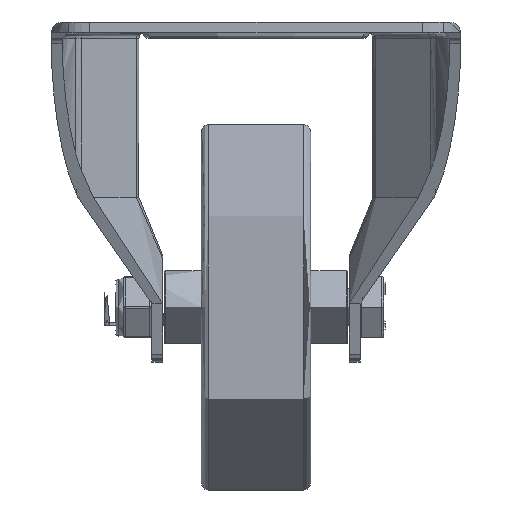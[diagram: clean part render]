
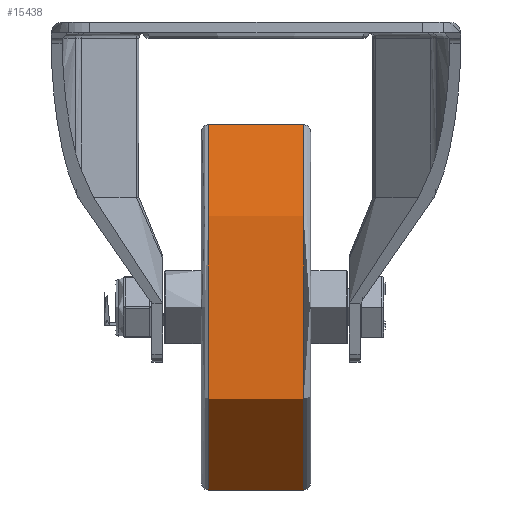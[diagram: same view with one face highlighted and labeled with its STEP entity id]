
A CAD part, left-side view. The second image highlights one B-rep face of the part: STEP entity #15438.
In plain terms, the highlighted cylindrical face has radius 50 mm (diameter 100 mm), a full revolution.
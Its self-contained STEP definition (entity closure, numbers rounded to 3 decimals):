
#2269=FACE_OUTER_BOUND('',#3239,.T.);
#3239=EDGE_LOOP('',(#12154,#12155,#12156,#12157,#12158,#12159));
#4208=LINE('',#48521,#5086);
#5086=VECTOR('',#19514,50.);
#6071=CIRCLE('',#16934,50.);
#6072=CIRCLE('',#16935,50.);
#6073=CIRCLE('',#16937,50.);
#6074=CIRCLE('',#16938,50.);
#6969=VERTEX_POINT('',#48514);
#6970=VERTEX_POINT('',#48516);
#6971=VERTEX_POINT('',#48520);
#6972=VERTEX_POINT('',#48522);
#8843=EDGE_CURVE('',#6969,#6970,#6071,.T.);
#8844=EDGE_CURVE('',#6970,#6969,#6072,.T.);
#8845=EDGE_CURVE('',#6970,#6971,#4208,.T.);
#8846=EDGE_CURVE('',#6971,#6972,#6073,.T.);
#8847=EDGE_CURVE('',#6972,#6971,#6074,.T.);
#12154=ORIENTED_EDGE('',*,*,#8843,.F.);
#12155=ORIENTED_EDGE('',*,*,#8844,.F.);
#12156=ORIENTED_EDGE('',*,*,#8845,.T.);
#12157=ORIENTED_EDGE('',*,*,#8846,.T.);
#12158=ORIENTED_EDGE('',*,*,#8847,.T.);
#12159=ORIENTED_EDGE('',*,*,#8845,.F.);
#14923=CYLINDRICAL_SURFACE('',#16936,50.);
#15438=ADVANCED_FACE('',(#2269),#14923,.T.);
#16934=AXIS2_PLACEMENT_3D('',#48517,#19508,#19509);
#16935=AXIS2_PLACEMENT_3D('',#48518,#19510,#19511);
#16936=AXIS2_PLACEMENT_3D('',#48519,#19512,#19513);
#16937=AXIS2_PLACEMENT_3D('',#48523,#19515,#19516);
#16938=AXIS2_PLACEMENT_3D('',#48524,#19517,#19518);
#19508=DIRECTION('center_axis',(0.,-1.,0.));
#19509=DIRECTION('ref_axis',(0.,0.,1.));
#19510=DIRECTION('center_axis',(0.,-1.,0.));
#19511=DIRECTION('ref_axis',(0.,0.,1.));
#19512=DIRECTION('center_axis',(0.,-1.,0.));
#19513=DIRECTION('ref_axis',(0.,0.,1.));
#19514=DIRECTION('',(0.,1.,0.));
#19515=DIRECTION('center_axis',(0.,-1.,0.));
#19516=DIRECTION('ref_axis',(0.,0.,1.));
#19517=DIRECTION('center_axis',(0.,-1.,0.));
#19518=DIRECTION('ref_axis',(0.,0.,1.));
#48514=CARTESIAN_POINT('',(0.,-13.,50.));
#48516=CARTESIAN_POINT('',(0.,-13.,-50.));
#48517=CARTESIAN_POINT('Origin',(0.,-13.,0.));
#48518=CARTESIAN_POINT('Origin',(0.,-13.,0.));
#48519=CARTESIAN_POINT('Origin',(0.,0.,0.));
#48520=CARTESIAN_POINT('',(0.,13.,-50.));
#48521=CARTESIAN_POINT('',(0.,0.,-50.));
#48522=CARTESIAN_POINT('',(0.,13.,50.));
#48523=CARTESIAN_POINT('Origin',(0.,13.,0.));
#48524=CARTESIAN_POINT('Origin',(0.,13.,0.));
